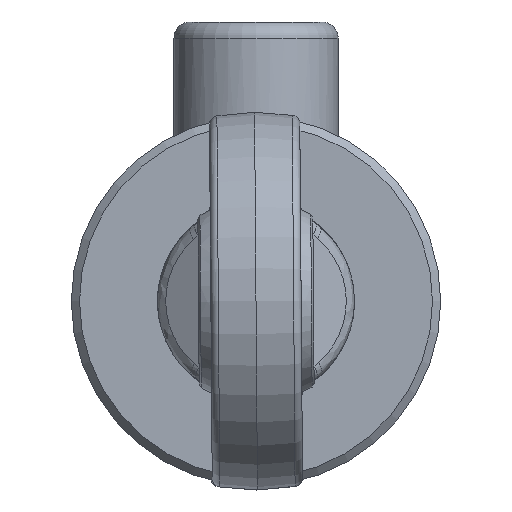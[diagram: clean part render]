
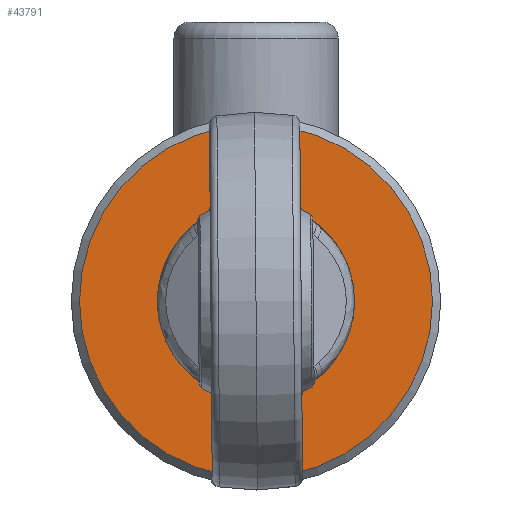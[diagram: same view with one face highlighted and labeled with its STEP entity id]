
A CAD part, front view. The second image highlights one B-rep face of the part: STEP entity #43791.
In plain terms, the highlighted planar face has unit normal (0, -1, 0).
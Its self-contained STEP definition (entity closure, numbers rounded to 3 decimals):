
#43757=CARTESIAN_POINT('',(0.,-240.0,21.5));
#43758=VERTEX_POINT('',#43757);
#43759=CARTESIAN_POINT('',(0.0,-240.0,0.));
#43760=DIRECTION('',(0.0,1.0,0.0));
#43761=DIRECTION('',(0.0,0.0,-1.0));
#43762=AXIS2_PLACEMENT_3D('',#43759,#43760,#43761);
#43763=CIRCLE('',#43762,21.5);
#43764=EDGE_CURVE('',#43758,#43758,#43763,.T.);
#43772=CARTESIAN_POINT('',(0.0,-240.0,17.25));
#43773=DIRECTION('',(0.0,-1.0,0.0));
#43774=DIRECTION('',(0.0,0.0,-1.0));
#43775=AXIS2_PLACEMENT_3D('',#43772,#43773,#43774);
#43776=PLANE('',#43775);
#43777=ORIENTED_EDGE('',*,*,#43764,.F.);
#43778=EDGE_LOOP('',(#43777));
#43779=FACE_OUTER_BOUND('',#43778,.T.);
#43780=CARTESIAN_POINT('',(0.0,-240.0,12.));
#43781=VERTEX_POINT('',#43780);
#43782=CARTESIAN_POINT('',(0.0,-240.0,0.));
#43783=DIRECTION('',(0.0,1.0,0.0));
#43784=DIRECTION('',(0.0,0.0,1.0));
#43785=AXIS2_PLACEMENT_3D('',#43782,#43783,#43784);
#43786=CIRCLE('',#43785,12.);
#43787=EDGE_CURVE('',#43781,#43781,#43786,.T.);
#43788=ORIENTED_EDGE('',*,*,#43787,.T.);
#43789=EDGE_LOOP('',(#43788));
#43790=FACE_BOUND('',#43789,.T.);
#43791=ADVANCED_FACE('',(#43779,#43790),#43776,.T.);
